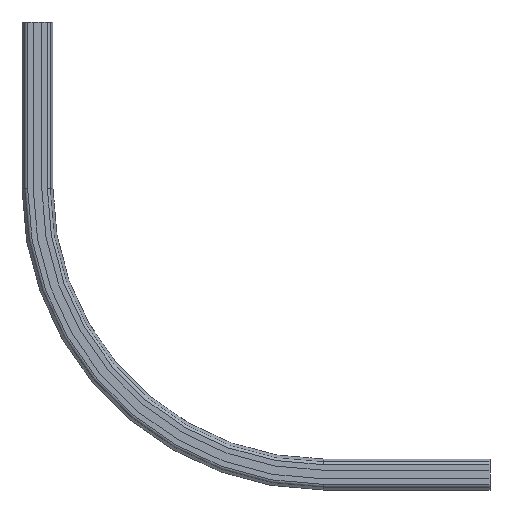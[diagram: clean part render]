
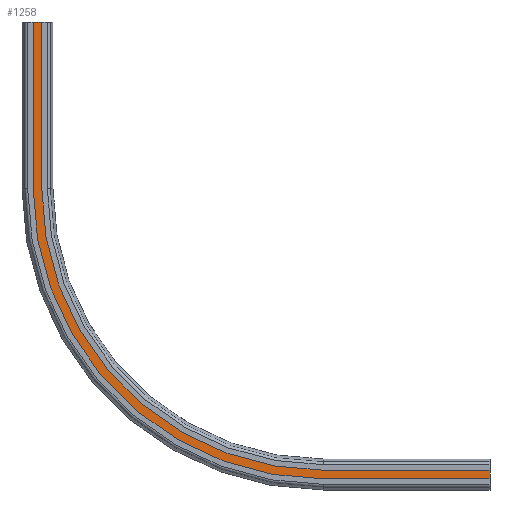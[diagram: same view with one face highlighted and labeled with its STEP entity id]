
A CAD part, front view. The second image highlights one B-rep face of the part: STEP entity #1258.
In plain terms, the highlighted planar face has unit normal (0, -1, 0).
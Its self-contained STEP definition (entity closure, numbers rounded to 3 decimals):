
#126=FACE_OUTER_BOUND('',#200,.T.);
#200=EDGE_LOOP('',(#1117,#1118,#1119,#1120,#1121,#1122,#1123,#1124));
#214=LINE('',#1869,#322);
#237=LINE('',#1938,#345);
#239=LINE('',#1944,#347);
#274=LINE('',#2048,#382);
#305=LINE('',#2133,#413);
#307=LINE('',#2139,#415);
#322=VECTOR('',#1454,10.);
#345=VECTOR('',#1515,10.);
#347=VECTOR('',#1521,10.);
#382=VECTOR('',#1618,10.);
#413=VECTOR('',#1705,10.);
#415=VECTOR('',#1711,10.);
#492=CIRCLE('',#1419,624.5);
#493=CIRCLE('',#1421,575.5);
#510=VERTEX_POINT('',#1866);
#511=VERTEX_POINT('',#1868);
#538=VERTEX_POINT('',#1936);
#540=VERTEX_POINT('',#1941);
#577=VERTEX_POINT('',#2045);
#578=VERTEX_POINT('',#2047);
#604=VERTEX_POINT('',#2131);
#605=VERTEX_POINT('',#2135);
#622=EDGE_CURVE('',#511,#510,#214,.T.);
#657=EDGE_CURVE('',#538,#510,#237,.T.);
#660=EDGE_CURVE('',#540,#511,#239,.T.);
#711=EDGE_CURVE('',#577,#578,#274,.T.);
#754=EDGE_CURVE('',#604,#577,#305,.T.);
#757=EDGE_CURVE('',#605,#578,#307,.T.);
#788=EDGE_CURVE('',#604,#540,#492,.T.);
#789=EDGE_CURVE('',#605,#538,#493,.T.);
#1117=ORIENTED_EDGE('',*,*,#789,.F.);
#1118=ORIENTED_EDGE('',*,*,#757,.T.);
#1119=ORIENTED_EDGE('',*,*,#711,.F.);
#1120=ORIENTED_EDGE('',*,*,#754,.F.);
#1121=ORIENTED_EDGE('',*,*,#788,.T.);
#1122=ORIENTED_EDGE('',*,*,#660,.T.);
#1123=ORIENTED_EDGE('',*,*,#622,.T.);
#1124=ORIENTED_EDGE('',*,*,#657,.F.);
#1190=PLANE('',#1420);
#1258=ADVANCED_FACE('',(#126),#1190,.T.);
#1419=AXIS2_PLACEMENT_3D('',#2200,#1811,#1812);
#1420=AXIS2_PLACEMENT_3D('',#2201,#1813,#1814);
#1421=AXIS2_PLACEMENT_3D('',#2202,#1815,#1816);
#1454=DIRECTION('',(0.,0.,1.));
#1515=DIRECTION('',(1.,0.,0.));
#1521=DIRECTION('',(1.,0.,0.));
#1618=DIRECTION('',(1.,0.,0.));
#1705=DIRECTION('',(0.,0.,1.));
#1711=DIRECTION('',(0.,0.,1.));
#1811=DIRECTION('center_axis',(0.,-1.,0.));
#1812=DIRECTION('ref_axis',(-1.,0.,0.));
#1813=DIRECTION('center_axis',(0.,-1.,0.));
#1814=DIRECTION('ref_axis',(0.,0.,-1.));
#1815=DIRECTION('center_axis',(0.,-1.,0.));
#1816=DIRECTION('ref_axis',(-1.,0.,0.));
#1866=CARTESIAN_POINT('',(950.,56.5,-575.5));
#1868=CARTESIAN_POINT('',(950.,56.5,-624.5));
#1869=CARTESIAN_POINT('',(950.,56.5,-624.5));
#1936=CARTESIAN_POINT('',(600.,56.5,-575.5));
#1938=CARTESIAN_POINT('',(600.,56.5,-575.5));
#1941=CARTESIAN_POINT('',(600.,56.5,-624.5));
#1944=CARTESIAN_POINT('',(600.,56.5,-624.5));
#2045=CARTESIAN_POINT('',(-24.5,56.5,350.));
#2047=CARTESIAN_POINT('',(24.5,56.5,350.));
#2048=CARTESIAN_POINT('',(-24.5,56.5,350.));
#2131=CARTESIAN_POINT('',(-24.5,56.5,0.));
#2133=CARTESIAN_POINT('',(-24.5,56.5,0.));
#2135=CARTESIAN_POINT('',(24.5,56.5,0.));
#2139=CARTESIAN_POINT('',(24.5,56.5,0.));
#2200=CARTESIAN_POINT('Origin',(600.,56.5,0.));
#2201=CARTESIAN_POINT('Origin',(0.,56.5,0.));
#2202=CARTESIAN_POINT('Origin',(600.,56.5,0.));
